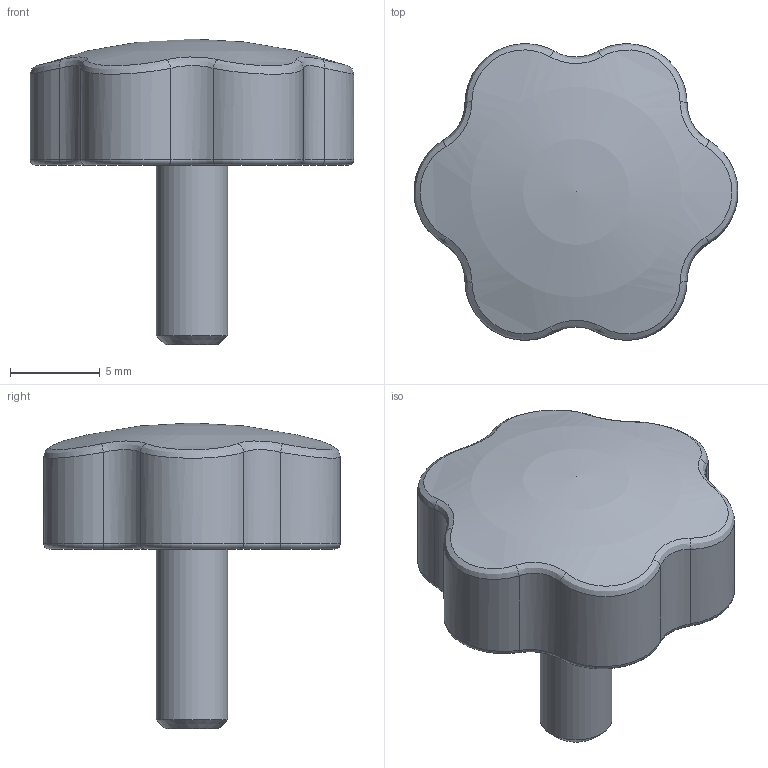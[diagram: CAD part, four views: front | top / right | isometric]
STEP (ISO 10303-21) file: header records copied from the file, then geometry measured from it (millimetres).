
FILE_DESCRIPTION( ( 'Unknown' ), '1' );
FILE_NAME( '6301010_VSP18_M04x10.stp', 'Unknown', ( 'Unknown' ), ( 'Unknown' ), 'PSStep 11.0', 'Unknown', ' ' );
FILE_SCHEMA( ( 'AUTOMOTIVE_DESIGN { 1 0 10303 214 1 1 1 1 }' ) );
Length unit declared in the file: millimetre
Products named in the file (1): 6301010
Bounding box: 18 x 16.49 x 17 mm (x, y, z)
Volume: 1506.1 mm3; surface area: 887.1 mm2
Topology: 1 solids, 2 shells, 49 faces, 111 edges, 66 vertices
Faces by surface type: cylinder 15, torus 12, bspline 12, plane 8, sphere 1, cone 1
Full cylindrical faces by diameter (mm): 4 x1
Entity records: 4544 total; most frequent: CARTESIAN_POINT 3122, DIRECTION 216, ORIENTED_EDGE 210, EDGE_CURVE 105, AXIS2_PLACEMENT_3D 97, VERTEX_POINT 63, CIRCLE 55, EDGE_LOOP 52
